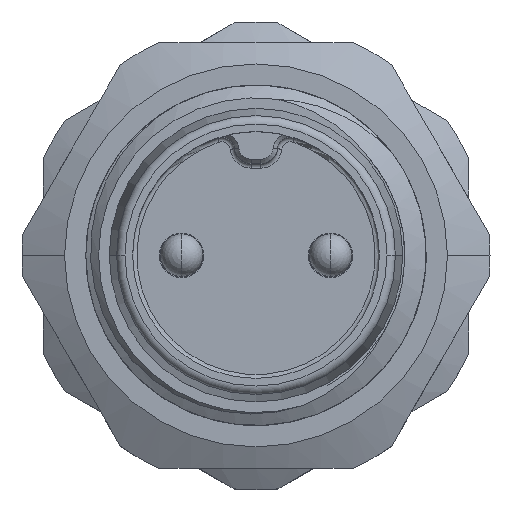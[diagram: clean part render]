
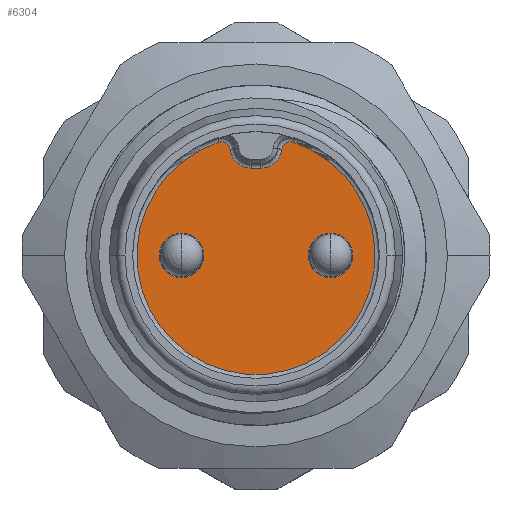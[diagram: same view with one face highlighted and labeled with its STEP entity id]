
A CAD part, top view. The second image highlights one B-rep face of the part: STEP entity #6304.
In plain terms, the highlighted planar face has unit normal (0, 0, 1).
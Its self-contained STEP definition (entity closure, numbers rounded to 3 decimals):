
#4737=CARTESIAN_POINT('',(1.75,0.,7.));
#4738=DIRECTION('',(0.,0.,1.));
#4739=DIRECTION('',(1.,0.,0.));
#4740=AXIS2_PLACEMENT_3D('',#4737,#4738,#4739);
#4742=CARTESIAN_POINT('',(1.75,0.,7.));
#4743=DIRECTION('',(0.,0.,1.));
#4744=DIRECTION('',(-1.,0.,0.));
#4745=AXIS2_PLACEMENT_3D('',#4742,#4743,#4744);
#4747=CARTESIAN_POINT('',(-1.75,0.,7.));
#4748=DIRECTION('',(0.,0.,1.));
#4749=DIRECTION('',(1.,0.,0.));
#4750=AXIS2_PLACEMENT_3D('',#4747,#4748,#4749);
#4752=CARTESIAN_POINT('',(-1.75,0.,7.));
#4753=DIRECTION('',(0.,0.,1.));
#4754=DIRECTION('',(-1.,0.,0.));
#4755=AXIS2_PLACEMENT_3D('',#4752,#4753,#4754);
#4757=CARTESIAN_POINT('',(-0.804,2.472,7.));
#4758=DIRECTION('',(0.,0.,-1.));
#4759=DIRECTION('',(-0.309,0.951,0.));
#4760=AXIS2_PLACEMENT_3D('',#4757,#4758,#4759);
#4762=CARTESIAN_POINT('',(-0.109,2.55,7.));
#4763=DIRECTION('',(0.,0.,1.));
#4764=DIRECTION('',(-0.994,-0.111,0.));
#4765=AXIS2_PLACEMENT_3D('',#4762,#4763,#4764);
#4767=DIRECTION('',(1.,0.,0.));
#4768=VECTOR('',#4767,0.218);
#4769=CARTESIAN_POINT('',(-0.109,2.05,7.));
#4770=LINE('',#4769,#4768);
#4771=CARTESIAN_POINT('',(0.109,2.55,7.));
#4772=DIRECTION('',(0.,0.,1.));
#4773=DIRECTION('',(0.,-1.,0.));
#4774=AXIS2_PLACEMENT_3D('',#4771,#4772,#4773);
#4776=CARTESIAN_POINT('',(0.804,2.472,7.));
#4777=DIRECTION('',(0.,0.,-1.));
#4778=DIRECTION('',(-0.994,0.111,0.));
#4779=AXIS2_PLACEMENT_3D('',#4776,#4777,#4778);
#4799=CARTESIAN_POINT('',(0.,0.,7.));
#4800=DIRECTION('',(0.,0.,1.));
#4801=DIRECTION('',(-0.309,0.951,0.));
#4802=AXIS2_PLACEMENT_3D('',#4799,#4800,#4801);
#5711=CARTESIAN_POINT('',(2.275,0.,7.));
#5712=CARTESIAN_POINT('',(1.225,0.,7.));
#5713=VERTEX_POINT('',#5711);
#5714=VERTEX_POINT('',#5712);
#5715=CARTESIAN_POINT('',(-1.225,0.,7.));
#5716=CARTESIAN_POINT('',(-2.275,0.,7.));
#5717=VERTEX_POINT('',#5715);
#5718=VERTEX_POINT('',#5716);
#5959=CARTESIAN_POINT('',(-0.866,2.663,7.));
#5960=CARTESIAN_POINT('',(-0.606,2.495,7.));
#5961=VERTEX_POINT('',#5959);
#5962=VERTEX_POINT('',#5960);
#5965=CARTESIAN_POINT('',(-0.109,2.05,7.));
#5966=VERTEX_POINT('',#5965);
#5969=CARTESIAN_POINT('',(0.109,2.05,7.));
#5970=VERTEX_POINT('',#5969);
#5973=CARTESIAN_POINT('',(0.606,2.495,7.));
#5974=VERTEX_POINT('',#5973);
#5977=CARTESIAN_POINT('',(0.866,2.663,7.));
#5978=VERTEX_POINT('',#5977);
#6275=CARTESIAN_POINT('',(0.,0.,7.));
#6276=DIRECTION('',(0.,0.,1.));
#6277=DIRECTION('',(1.,0.,0.));
#6278=AXIS2_PLACEMENT_3D('',#6275,#6276,#6277);
#6279=PLANE('',#6278);
#6281=ORIENTED_EDGE('',*,*,#6280,.F.);
#6283=ORIENTED_EDGE('',*,*,#6282,.T.);
#6285=ORIENTED_EDGE('',*,*,#6284,.T.);
#6287=ORIENTED_EDGE('',*,*,#6286,.T.);
#6289=ORIENTED_EDGE('',*,*,#6288,.T.);
#6291=ORIENTED_EDGE('',*,*,#6290,.T.);
#6292=EDGE_LOOP('',(#6281,#6283,#6285,#6287,#6289,#6291));
#6293=FACE_OUTER_BOUND('',#6292,.F.);
#6295=ORIENTED_EDGE('',*,*,#6294,.T.);
#6297=ORIENTED_EDGE('',*,*,#6296,.T.);
#6298=EDGE_LOOP('',(#6295,#6297));
#6299=FACE_BOUND('',#6298,.F.);
#6300=ORIENTED_EDGE('',*,*,#6255,.T.);
#6301=ORIENTED_EDGE('',*,*,#6269,.T.);
#6302=EDGE_LOOP('',(#6300,#6301));
#6303=FACE_BOUND('',#6302,.F.);
#4741=CIRCLE('',#4740,0.525);
#4746=CIRCLE('',#4745,0.525);
#4751=CIRCLE('',#4750,0.525);
#4756=CIRCLE('',#4755,0.525);
#4761=CIRCLE('',#4760,0.2);
#4766=CIRCLE('',#4765,0.5);
#4775=CIRCLE('',#4774,0.5);
#4780=CIRCLE('',#4779,0.2);
#4803=CIRCLE('',#4802,2.8);
#6255=EDGE_CURVE('',#5713,#5714,#4741,.T.);
#6269=EDGE_CURVE('',#5714,#5713,#4746,.T.);
#6280=EDGE_CURVE('',#5961,#5978,#4803,.T.);
#6282=EDGE_CURVE('',#5961,#5962,#4761,.T.);
#6284=EDGE_CURVE('',#5962,#5966,#4766,.T.);
#6286=EDGE_CURVE('',#5966,#5970,#4770,.T.);
#6288=EDGE_CURVE('',#5970,#5974,#4775,.T.);
#6290=EDGE_CURVE('',#5974,#5978,#4780,.T.);
#6294=EDGE_CURVE('',#5717,#5718,#4751,.T.);
#6296=EDGE_CURVE('',#5718,#5717,#4756,.T.);
#6304=ADVANCED_FACE('',(#6293,#6299,#6303),#6279,.T.);
